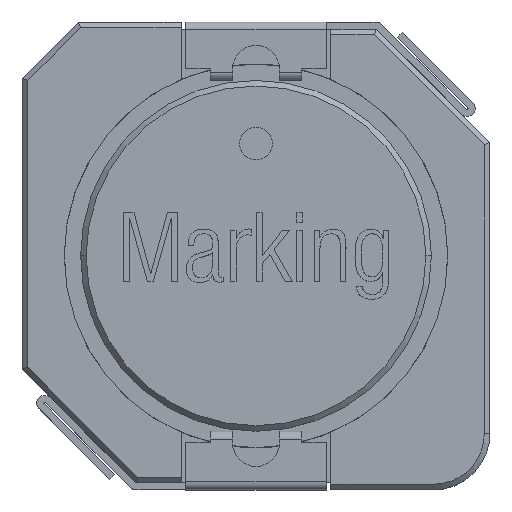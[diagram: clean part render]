
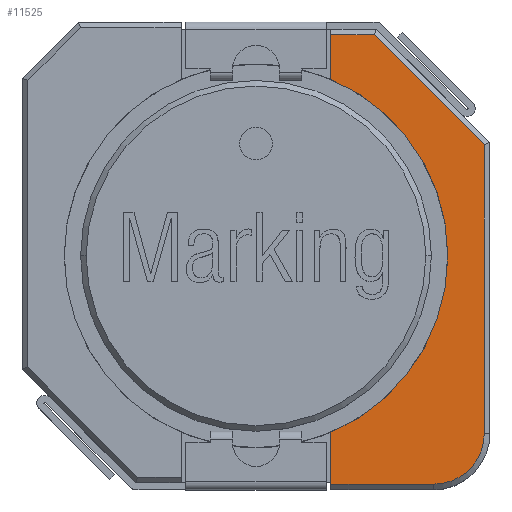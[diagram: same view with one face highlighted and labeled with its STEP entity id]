
A CAD part, top view. The second image highlights one B-rep face of the part: STEP entity #11525.
In plain terms, the highlighted planar face has unit normal (0, 0, 1).
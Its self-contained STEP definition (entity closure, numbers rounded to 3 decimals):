
#685 = ORIENTED_EDGE ( 'NONE', *, *, #8771, .T. ) ;
#908 = CARTESIAN_POINT ( 'NONE',  ( 0., 0., 2.3 ) ) ;
#1651 = ORIENTED_EDGE ( 'NONE', *, *, #4992, .T. ) ;
#1910 = DIRECTION ( 'NONE',  ( 1., 0., 0. ) ) ;
#1917 = VECTOR ( 'NONE', #4325, 1000. ) ;
#2083 = CARTESIAN_POINT ( 'NONE',  ( 1.6, 4.73, 2.3 ) ) ;
#2208 = DIRECTION ( 'NONE',  ( -1., 0., 0. ) ) ;
#2916 = DIRECTION ( 'NONE',  ( 1., 0., 0. ) ) ;
#3061 = VERTEX_POINT ( 'NONE', #8153 ) ;
#3086 = CARTESIAN_POINT ( 'NONE',  ( -5., 4.73, 2.3 ) ) ;
#3145 = CARTESIAN_POINT ( 'NONE',  ( 1.6, -5., 2.3 ) ) ;
#3197 = VECTOR ( 'NONE', #2208, 1000. ) ;
#3466 = VERTEX_POINT ( 'NONE', #2083 ) ;
#3674 = LINE ( 'NONE', #3145, #1917 ) ;
#3704 = VECTOR ( 'NONE', #11492, 1000. ) ;
#3813 = CARTESIAN_POINT ( 'NONE',  ( -5., -5., 2.3 ) ) ;
#4090 = DIRECTION ( 'NONE',  ( 0., 0., -1. ) ) ;
#4139 = ORIENTED_EDGE ( 'NONE', *, *, #4858, .T. ) ;
#4252 = CARTESIAN_POINT ( 'NONE',  ( 4.88, 2.425, 2.3 ) ) ;
#4269 = AXIS2_PLACEMENT_3D ( 'NONE', #908, #4090, #8184 ) ;
#4325 = DIRECTION ( 'NONE',  ( 0., -1., 0. ) ) ;
#4330 = CIRCLE ( 'NONE', #9849, 4.1 ) ;
#4380 = EDGE_CURVE ( 'NONE', #3061, #8165, #12948, .T. ) ;
#4624 = ORIENTED_EDGE ( 'NONE', *, *, #8692, .T. ) ;
#4726 = ORIENTED_EDGE ( 'NONE', *, *, #7039, .T. ) ;
#4858 = EDGE_CURVE ( 'NONE', #12717, #7835, #7424, .T. ) ;
#4983 = CARTESIAN_POINT ( 'NONE',  ( 1.6, -3.775, 2.3 ) ) ;
#4992 = EDGE_CURVE ( 'NONE', #7835, #12640, #11318, .T. ) ;
#5187 = VECTOR ( 'NONE', #1910, 1000. ) ;
#5322 = DIRECTION ( 'NONE',  ( 1., 0., 0. ) ) ;
#5661 = CARTESIAN_POINT ( 'NONE',  ( 4.1, 0., 2.3 ) ) ;
#6161 = EDGE_LOOP ( 'NONE', ( #1651, #4726, #10110, #685, #6842, #4624, #7045, #12316, #4139 ) ) ;
#6483 = CARTESIAN_POINT ( 'NONE',  ( 0., 0., 2.3 ) ) ;
#6523 = CARTESIAN_POINT ( 'NONE',  ( 4.88, 2.375, 2.3 ) ) ;
#6574 = DIRECTION ( 'NONE',  ( 1., 0., 0. ) ) ;
#6588 = FACE_OUTER_BOUND ( 'NONE', #6161, .T. ) ;
#6806 = AXIS2_PLACEMENT_3D ( 'NONE', #8494, #12584, #6574 ) ;
#6842 = ORIENTED_EDGE ( 'NONE', *, *, #10603, .T. ) ;
#7039 = EDGE_CURVE ( 'NONE', #12640, #3466, #12255, .T. ) ;
#7045 = ORIENTED_EDGE ( 'NONE', *, *, #4380, .T. ) ;
#7098 = CARTESIAN_POINT ( 'NONE',  ( 3.8, -4.88, 2.3 ) ) ;
#7218 = EDGE_CURVE ( 'NONE', #8165, #12717, #7222, .T. ) ;
#7222 = CIRCLE ( 'NONE', #6806, 1.08 ) ;
#7414 = CARTESIAN_POINT ( 'NONE',  ( 4.88, -3.8, 2.3 ) ) ;
#7424 = LINE ( 'NONE', #4252, #3704 ) ;
#7468 = DIRECTION ( 'NONE',  ( 0., 0., -1. ) ) ;
#7735 = VECTOR ( 'NONE', #10646, 1000. ) ;
#7822 = AXIS2_PLACEMENT_3D ( 'NONE', #3813, #11226, #2916 ) ;
#7835 = VERTEX_POINT ( 'NONE', #6523 ) ;
#8068 = CIRCLE ( 'NONE', #4269, 4.1 ) ;
#8153 = CARTESIAN_POINT ( 'NONE',  ( 1.6, -4.88, 2.3 ) ) ;
#8165 = VERTEX_POINT ( 'NONE', #7098 ) ;
#8184 = DIRECTION ( 'NONE',  ( 1., 0., 0. ) ) ;
#8236 = CARTESIAN_POINT ( 'NONE',  ( 3.8, -4.88, 2.3 ) ) ;
#8348 = DIRECTION ( 'NONE',  ( 0., -1., 0. ) ) ;
#8494 = CARTESIAN_POINT ( 'NONE',  ( 3.8, -3.8, 2.3 ) ) ;
#8692 = EDGE_CURVE ( 'NONE', #10148, #3061, #3674, .T. ) ;
#8771 = EDGE_CURVE ( 'NONE', #9286, #11975, #4330, .T. ) ;
#9073 = CARTESIAN_POINT ( 'NONE',  ( 2.525, 4.73, 2.3 ) ) ;
#9286 = VERTEX_POINT ( 'NONE', #11498 ) ;
#9481 = CARTESIAN_POINT ( 'NONE',  ( 1.6, 14.328, 2.3 ) ) ;
#9849 = AXIS2_PLACEMENT_3D ( 'NONE', #6483, #7468, #5322 ) ;
#10033 = LINE ( 'NONE', #9481, #10353 ) ;
#10110 = ORIENTED_EDGE ( 'NONE', *, *, #10316, .T. ) ;
#10148 = VERTEX_POINT ( 'NONE', #4983 ) ;
#10316 = EDGE_CURVE ( 'NONE', #3466, #9286, #10033, .T. ) ;
#10353 = VECTOR ( 'NONE', #8348, 1000. ) ;
#10603 = EDGE_CURVE ( 'NONE', #11975, #10148, #8068, .T. ) ;
#10646 = DIRECTION ( 'NONE',  ( -0.707, 0.707, 0. ) ) ;
#11226 = DIRECTION ( 'NONE',  ( 0., 0., 1. ) ) ;
#11318 = LINE ( 'NONE', #12693, #7735 ) ;
#11492 = DIRECTION ( 'NONE',  ( 0., 1., 0. ) ) ;
#11498 = CARTESIAN_POINT ( 'NONE',  ( 1.6, 3.775, 2.3 ) ) ;
#11525 = ADVANCED_FACE ( 'NONE', ( #6588 ), #12187, .T. ) ;
#11975 = VERTEX_POINT ( 'NONE', #5661 ) ;
#12187 = PLANE ( 'NONE',  #7822 ) ;
#12255 = LINE ( 'NONE', #3086, #3197 ) ;
#12316 = ORIENTED_EDGE ( 'NONE', *, *, #7218, .T. ) ;
#12584 = DIRECTION ( 'NONE',  ( 0., 0., 1. ) ) ;
#12640 = VERTEX_POINT ( 'NONE', #9073 ) ;
#12693 = CARTESIAN_POINT ( 'NONE',  ( 2.49, 4.765, 2.3 ) ) ;
#12717 = VERTEX_POINT ( 'NONE', #7414 ) ;
#12948 = LINE ( 'NONE', #8236, #5187 ) ;
